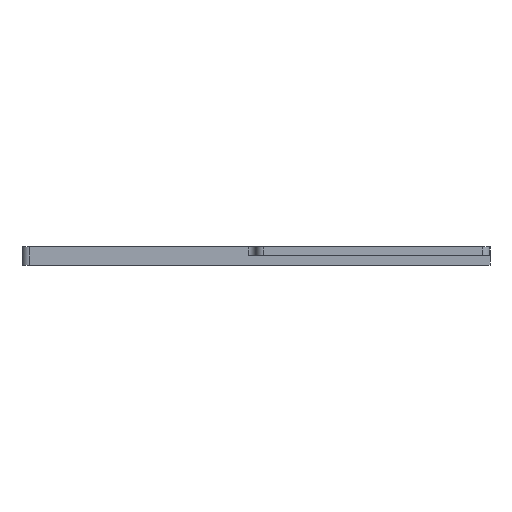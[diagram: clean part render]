
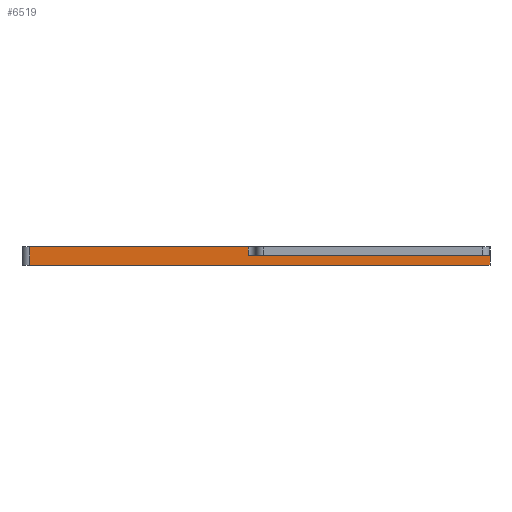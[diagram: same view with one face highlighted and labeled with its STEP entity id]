
A CAD part, left-side view. The second image highlights one B-rep face of the part: STEP entity #6519.
In plain terms, the highlighted planar face has unit normal (-1, 0, 0).
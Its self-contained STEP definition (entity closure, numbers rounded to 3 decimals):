
#363=CARTESIAN_POINT('',(-47.626,-38.102,11.));
#364=VERTEX_POINT('',#363);
#371=CARTESIAN_POINT('',(-47.626,36.848,11.));
#372=VERTEX_POINT('',#371);
#373=CARTESIAN_POINT('',(-47.626,-38.102,11.));
#374=DIRECTION('',(0.,1.,0.));
#375=VECTOR('',#374,74.95);
#376=LINE('',#373,#375);
#377=EDGE_CURVE('',#364,#372,#376,.T.);
#3994=CARTESIAN_POINT('',(-47.626,-38.102,12.6));
#3995=VERTEX_POINT('',#3994);
#4002=CARTESIAN_POINT('',(-47.626,-38.102,12.6));
#4003=DIRECTION('',(0.,0.,-1.));
#4004=VECTOR('',#4003,1.6);
#4005=LINE('',#4002,#4004);
#4006=EDGE_CURVE('',#3995,#364,#4005,.T.);
#6480=CARTESIAN_POINT('',(-47.626,19.048,14.1));
#6481=DIRECTION('',(-1.,0.,0.));
#6482=DIRECTION('',(0.,0.,1.));
#6483=AXIS2_PLACEMENT_3D('',#6480,#6481,#6482);
#6484=PLANE('',#6483);
#6485=CARTESIAN_POINT('',(-47.626,1.249,14.));
#6486=VERTEX_POINT('',#6485);
#6487=CARTESIAN_POINT('',(-47.626,36.848,14.));
#6488=VERTEX_POINT('',#6487);
#6489=CARTESIAN_POINT('',(-47.626,1.249,14.));
#6490=DIRECTION('',(0.,1.,0.));
#6491=VECTOR('',#6490,35.598);
#6492=LINE('',#6489,#6491);
#6493=EDGE_CURVE('',#6486,#6488,#6492,.T.);
#6494=ORIENTED_EDGE('',*,*,#6493,.T.);
#6495=CARTESIAN_POINT('',(-47.626,36.848,14.));
#6496=DIRECTION('',(-0.,-0.,-1.));
#6497=VECTOR('',#6496,3.);
#6498=LINE('',#6495,#6497);
#6499=EDGE_CURVE('',#6488,#372,#6498,.T.);
#6500=ORIENTED_EDGE('',*,*,#6499,.T.);
#6501=ORIENTED_EDGE('',*,*,#377,.F.);
#6502=ORIENTED_EDGE('',*,*,#4006,.F.);
#6503=CARTESIAN_POINT('',(-47.626,1.249,12.6));
#6504=VERTEX_POINT('',#6503);
#6505=CARTESIAN_POINT('',(-47.626,1.249,12.6));
#6506=DIRECTION('',(0.,-1.,0.));
#6507=VECTOR('',#6506,39.351);
#6508=LINE('',#6505,#6507);
#6509=EDGE_CURVE('',#6504,#3995,#6508,.T.);
#6510=ORIENTED_EDGE('',*,*,#6509,.F.);
#6511=CARTESIAN_POINT('',(-47.626,1.249,12.6));
#6512=DIRECTION('',(0.,0.,1.));
#6513=VECTOR('',#6512,1.4);
#6514=LINE('',#6511,#6513);
#6515=EDGE_CURVE('',#6504,#6486,#6514,.T.);
#6516=ORIENTED_EDGE('',*,*,#6515,.T.);
#6517=EDGE_LOOP('',(#6494,#6500,#6501,#6502,#6510,#6516));
#6518=FACE_BOUND('',#6517,.T.);
#6519=ADVANCED_FACE('',(#6518),#6484,.T.);
